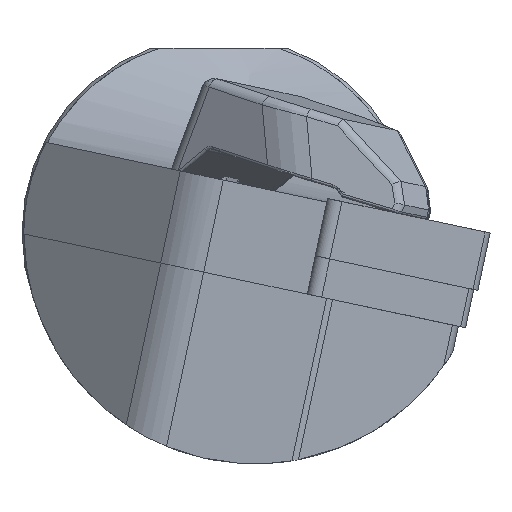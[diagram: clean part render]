
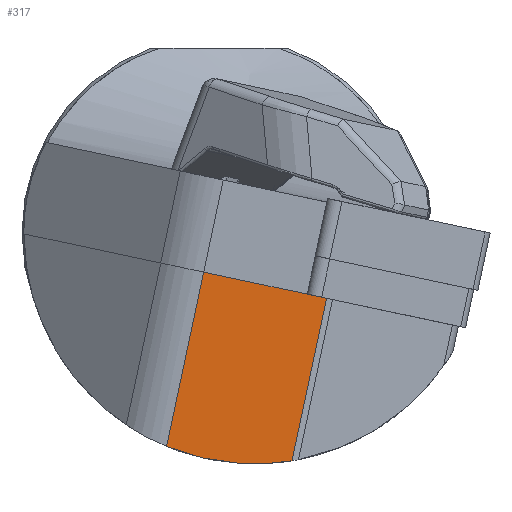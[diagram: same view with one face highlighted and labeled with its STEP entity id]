
A CAD part, left-side view. The second image highlights one B-rep face of the part: STEP entity #317.
In plain terms, the highlighted planar face has unit normal (-1, -0.004, -0.001).
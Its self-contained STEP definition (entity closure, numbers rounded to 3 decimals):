
#189=ELLIPSE('',#1959,18.75,18.75);
#317=ADVANCED_FACE('',(#467),#416,.F.);
#416=PLANE('',#1994);
#467=FACE_OUTER_BOUND('',#579,.T.);
#579=EDGE_LOOP('',(#855,#856,#857,#858,#859));
#855=ORIENTED_EDGE('',*,*,#1524,.T.);
#856=ORIENTED_EDGE('',*,*,#1467,.T.);
#857=ORIENTED_EDGE('',*,*,#1523,.T.);
#858=ORIENTED_EDGE('',*,*,#1455,.T.);
#859=ORIENTED_EDGE('',*,*,#1525,.F.);
#1284=VERTEX_POINT('',#2788);
#1285=VERTEX_POINT('',#2790);
#1295=VERTEX_POINT('',#2833);
#1296=VERTEX_POINT('',#2834);
#1332=VERTEX_POINT('',#3370);
#1455=EDGE_CURVE('',#1285,#1284,#189,.T.);
#1467=EDGE_CURVE('',#1295,#1296,#1720,.T.);
#1523=EDGE_CURVE('',#1296,#1285,#1732,.T.);
#1524=EDGE_CURVE('',#1332,#1295,#1733,.T.);
#1525=EDGE_CURVE('',#1332,#1284,#1734,.T.);
#1720=LINE('',#2832,#1839);
#1732=LINE('',#3367,#1851);
#1733=LINE('',#3369,#1852);
#1734=LINE('',#3371,#1853);
#1839=VECTOR('',#2203,1.);
#1851=VECTOR('',#2269,1.);
#1852=VECTOR('',#2272,1.);
#1853=VECTOR('',#2273,1.);
#1959=AXIS2_PLACEMENT_3D('',#2789,#2185,#2186);
#1994=AXIS2_PLACEMENT_3D('',#3372,#2274,#2275);
#2185=DIRECTION('',(-1.,-0.004,-0.001));
#2186=DIRECTION('',(-0.005,0.978,0.208));
#2203=DIRECTION('',(-0.005,0.978,0.208));
#2269=DIRECTION('',(0.,0.208,-0.978));
#2272=DIRECTION('',(-0.005,0.978,0.208));
#2273=DIRECTION('',(0.,0.208,-0.978));
#2274=DIRECTION('',(1.,0.004,0.001));
#2275=DIRECTION('',(-0.004,1.,0.));
#2788=CARTESIAN_POINT('',(-190.887,5.614,-18.522));
#2789=CARTESIAN_POINT('',(-190.918,8.636,-0.017));
#2790=CARTESIAN_POINT('',(-190.934,15.799,-17.345));
#2832=CARTESIAN_POINT('',(-190.887,2.807,-5.318));
#2833=CARTESIAN_POINT('',(-190.894,4.379,-4.983));
#2834=CARTESIAN_POINT('',(-190.934,12.791,-3.195));
#3367=CARTESIAN_POINT('',(-190.934,-73.362,402.125));
#3369=CARTESIAN_POINT('',(-190.887,2.807,-5.318));
#3370=CARTESIAN_POINT('',(-190.887,2.807,-5.318));
#3371=CARTESIAN_POINT('',(-190.887,-83.347,400.003));
#3372=CARTESIAN_POINT('',(-190.887,-83.347,400.003));
